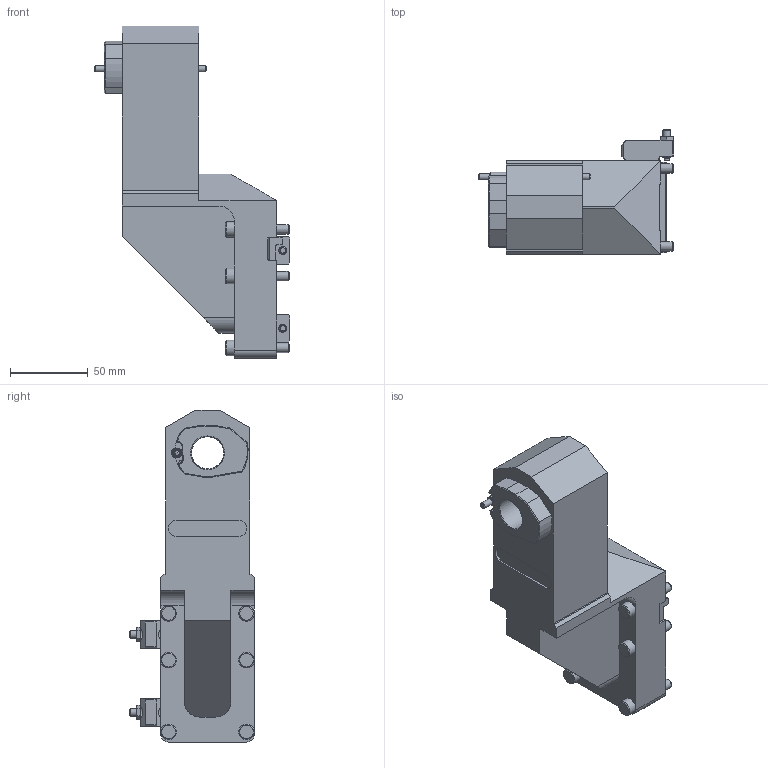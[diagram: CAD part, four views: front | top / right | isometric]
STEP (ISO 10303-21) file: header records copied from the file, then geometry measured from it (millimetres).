
FILE_DESCRIPTION(/* description */ (''),/* implementation_level */ '2;1');
FILE_NAME(/* name */ 'W5190186_stp.stp',/* time_stamp */ '2013-09-25T08:31:17+02:00',/* author */ (''),/* organization */ (''),/* preprocessor_version */ 'ST-DEVELOPER v11',/* originating_system */ 'SIEMENS PLM Software NX 7.5',/* authorisation */ '');
FILE_SCHEMA (('AUTOMOTIVE_DESIGN { 1 0 10303 214 1 1 1 1 }'));
Length unit declared in the file: millimetre
Products named in the file (1): polz2E70o17k
Bounding box: 125.5 x 80 x 213 mm (x, y, z)
Volume: 613164.4 mm3; surface area: 72138 mm2
Topology: 1 solids, 1 shells, 251 faces, 636 edges, 399 vertices
Faces by surface type: plane 147, cylinder 51, cone 50, bspline 1, torus 1, sphere 1
Full cylindrical faces by diameter (mm): 3.5 x2, 4 x2, 5 x4, 6 x7, 10 x6, 20.623 x1
Entity records: 7196 total; most frequent: CARTESIAN_POINT 1400, DIRECTION 1187, ORIENTED_EDGE 1148, EDGE_CURVE 574, AXIS2_PLACEMENT_3D 417, VERTEX_POINT 382, LINE 353, VECTOR 353
